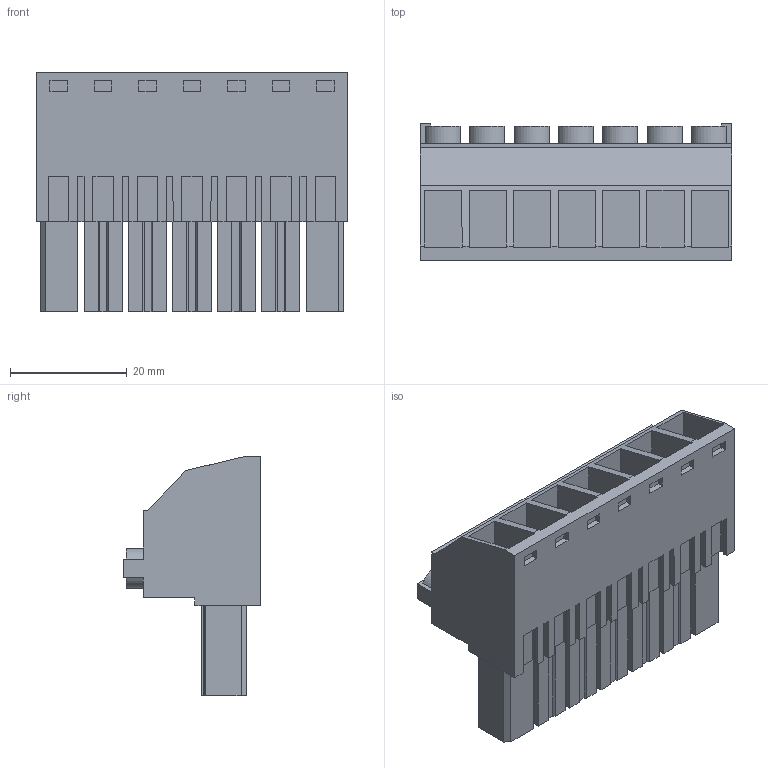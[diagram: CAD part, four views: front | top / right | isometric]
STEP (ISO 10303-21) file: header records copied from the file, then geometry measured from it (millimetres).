
FILE_DESCRIPTION(('CATIA V5 STEP Exchange','CAx-IF Rec.Pracs.--- Model Styling and Organization---1.2---2011-12-15'),'2;1');
FILE_NAME ('D1459339_0_1929980000_1929980000.stp','2017-04-13T06:56:59+00:00',('none'),('Weidmueller'),'CATIA Version 5-6 Release 2014','CATIA V5 STEP AP214','none');
FILE_SCHEMA(('AUTOMOTIVE_DESIGN { 1 0 10303 214 1 1 1 1 }'));
Length unit declared in the file: millimetre
Products named in the file (1): 1929980000
Bounding box: 53.34 x 23.6 x 41.15 mm (x, y, z)
Volume: 24040.5 mm3; surface area: 13687.6 mm2
Topology: 8 solids, 8 shells, 587 faces, 1632 edges, 1100 vertices
Faces by surface type: plane 538, cylinder 42, extrusion 7
Entity records: 17303 total; most frequent: ORIENTED_EDGE 3264, CARTESIAN_POINT 3165, DIRECTION 2307, EDGE_CURVE 1632, VECTOR 1509, LINE 1502, VERTEX_POINT 1100, EDGE_LOOP 626
